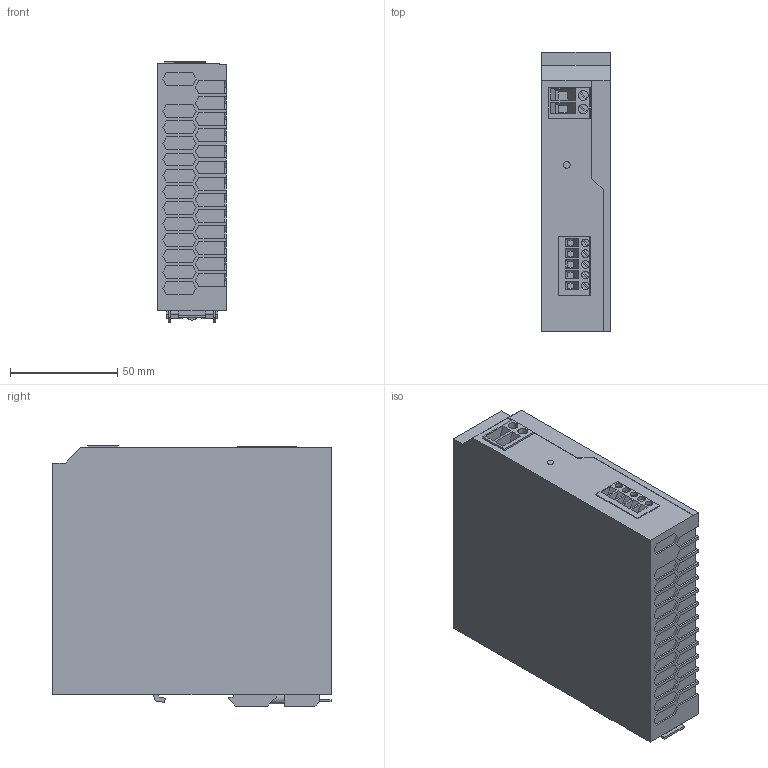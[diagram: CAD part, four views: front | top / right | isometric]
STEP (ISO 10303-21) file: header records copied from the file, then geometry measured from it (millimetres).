
FILE_DESCRIPTION(('Creo Elements/Direct Modeling STEP Export'),'2;1');
FILE_NAME('model.stp','2018-03-26T16:50:45',(''),(''),'Creo Elements/Direct Modeling STEP processor for AP214 (Solid Model)','Creo Elements/Direct Modeling 18.1I 14-Aug-2016 (C) Parametric Technology GmbH','');
FILE_SCHEMA(('AUTOMOTIVE_DESIGN { 1 0 10303 214 1 1 1 1 }'));
Length unit declared in the file: millimetre
Products named in the file (2): TRIO_DIODE_48DC_2X10_1X20-select
Assembly tree (1 placements, depth 2):
  TRIO_DIODE_48DC_2X10_1X20-select
    TRIO_DIODE_48DC_2X10_1X20-select
Bounding box: 32 x 130 x 121.3 mm (x, y, z)
Volume: 471007.7 mm3; surface area: 50706.6 mm2
Topology: 1 solids, 1 shells, 636 faces, 1729 edges, 1146 vertices
Faces by surface type: plane 617, cylinder 19
Entity records: 23978 total; most frequent: ORIENTED_EDGE 3458, CARTESIAN_POINT 3385, DIRECTION 2755, EDGE_CURVE 1729, VECTOR 1601, LINE 1601, VERTEX_POINT 1146, EDGE_LOOP 691
